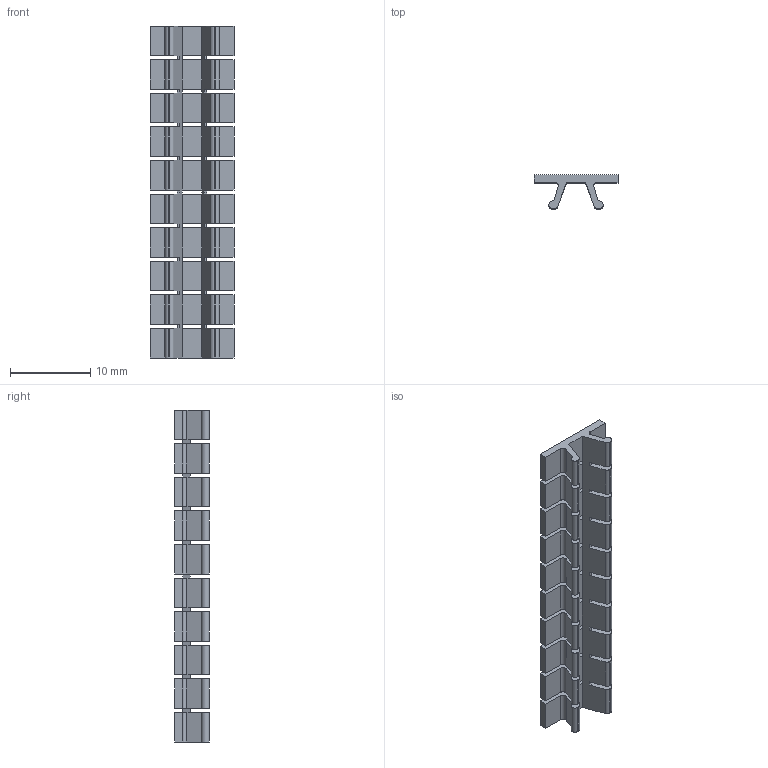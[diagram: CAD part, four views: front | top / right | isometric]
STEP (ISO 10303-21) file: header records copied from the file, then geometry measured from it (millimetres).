
FILE_DESCRIPTION((''),'2;1');
FILE_NAME('8YB867000','2022-11-15T',('Administrator'),(''),'PRO/ENGINEER BY PARAMETRIC TECHNOLOGY CORPORATION, 2013230','PRO/ENGINEER BY PARAMETRIC TECHNOLOGY CORPORATION, 2013230','');
FILE_SCHEMA(('CONFIG_CONTROL_DESIGN'));
Length unit declared in the file: millimetre
Products named in the file (1): 8YB867000
Bounding box: 10.5 x 4.3 x 41.5 mm (x, y, z)
Volume: 609.3 mm3; surface area: 1697.5 mm2
Topology: 1 solids, 1 shells, 256 faces, 780 edges, 508 vertices
Faces by surface type: plane 196, cylinder 60
Entity records: 8690 total; most frequent: ORIENTED_EDGE 1560, CARTESIAN_POINT 1544, DIRECTION 1412, EDGE_CURVE 780, VECTOR 660, LINE 660, VERTEX_POINT 508, AXIS2_PLACEMENT_3D 376
